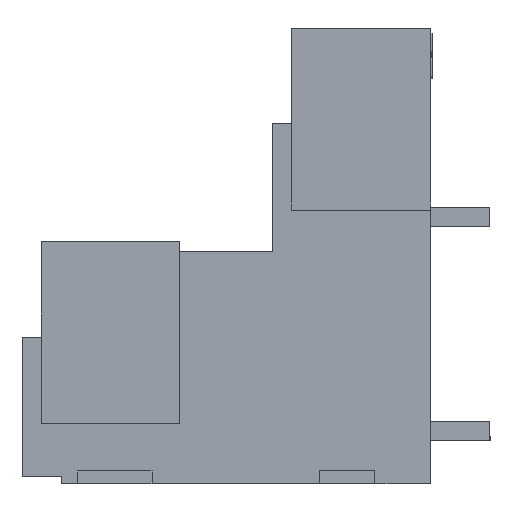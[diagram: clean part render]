
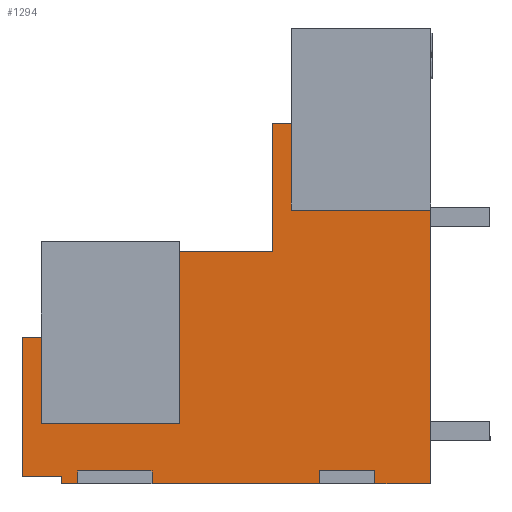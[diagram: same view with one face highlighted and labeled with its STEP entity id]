
A CAD part, left-side view. The second image highlights one B-rep face of the part: STEP entity #1294.
In plain terms, the highlighted planar face has unit normal (-1, 0, 0).
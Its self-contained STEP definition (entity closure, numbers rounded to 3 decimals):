
#1137=AXIS2_PLACEMENT_3D('Plane Axis2P3D',#1134,#1135,#1136) ;
#108=CARTESIAN_POINT('Vertex',(0.7,16.725,3.25)) ;
#111=CARTESIAN_POINT('Line Origine',(0.7,16.725,7.875)) ;
#115=CARTESIAN_POINT('Vertex',(0.7,16.725,12.5)) ;
#563=CARTESIAN_POINT('Line Origine',(0.7,24.175,5.575)) ;
#567=CARTESIAN_POINT('Vertex',(0.7,24.175,7.9)) ;
#569=CARTESIAN_POINT('Vertex',(0.7,24.175,3.25)) ;
#1122=CARTESIAN_POINT('Line Origine',(0.7,20.45,3.25)) ;
#1134=CARTESIAN_POINT('Axis2P3D Location',(0.7,3.2,0.4)) ;
#1139=CARTESIAN_POINT('Line Origine',(0.7,13.7,0.)) ;
#1143=CARTESIAN_POINT('Vertex',(0.7,18.2,0.)) ;
#1145=CARTESIAN_POINT('Vertex',(0.7,9.2,0.)) ;
#1148=CARTESIAN_POINT('Line Origine',(0.7,9.2,0.35)) ;
#1152=CARTESIAN_POINT('Vertex',(0.7,9.2,0.7)) ;
#1155=CARTESIAN_POINT('Line Origine',(0.7,7.7,0.7)) ;
#1159=CARTESIAN_POINT('Vertex',(0.7,6.2,0.7)) ;
#1162=CARTESIAN_POINT('Line Origine',(0.7,6.2,0.35)) ;
#1166=CARTESIAN_POINT('Vertex',(0.7,6.2,0.)) ;
#1169=CARTESIAN_POINT('Line Origine',(0.7,4.7,0.)) ;
#1173=CARTESIAN_POINT('Vertex',(0.7,3.2,0.)) ;
#1176=CARTESIAN_POINT('Line Origine',(0.7,3.2,7.375)) ;
#1180=CARTESIAN_POINT('Vertex',(0.7,3.2,14.75)) ;
#1183=CARTESIAN_POINT('Line Origine',(0.7,6.95,14.75)) ;
#1187=CARTESIAN_POINT('Vertex',(0.7,10.7,14.75)) ;
#1190=CARTESIAN_POINT('Line Origine',(0.7,10.7,17.075)) ;
#1194=CARTESIAN_POINT('Vertex',(0.7,10.7,19.4)) ;
#1197=CARTESIAN_POINT('Line Origine',(0.7,11.2,19.4)) ;
#1201=CARTESIAN_POINT('Vertex',(0.7,11.7,19.4)) ;
#1204=CARTESIAN_POINT('Line Origine',(0.7,11.7,15.95)) ;
#1208=CARTESIAN_POINT('Vertex',(0.7,11.7,12.5)) ;
#1211=CARTESIAN_POINT('Line Origine',(0.7,14.213,12.5)) ;
#1216=CARTESIAN_POINT('Line Origine',(0.7,24.688,7.9)) ;
#1220=CARTESIAN_POINT('Vertex',(0.7,25.2,7.9)) ;
#1223=CARTESIAN_POINT('Line Origine',(0.7,25.2,4.15)) ;
#1227=CARTESIAN_POINT('Vertex',(0.7,25.2,0.4)) ;
#1230=CARTESIAN_POINT('Line Origine',(0.7,24.145,0.4)) ;
#1234=CARTESIAN_POINT('Vertex',(0.7,23.09,0.4)) ;
#1237=CARTESIAN_POINT('Line Origine',(0.7,23.09,0.2)) ;
#1241=CARTESIAN_POINT('Vertex',(0.7,23.09,0.)) ;
#1244=CARTESIAN_POINT('Line Origine',(0.7,22.645,0.)) ;
#1248=CARTESIAN_POINT('Vertex',(0.7,22.2,0.)) ;
#1251=CARTESIAN_POINT('Line Origine',(0.7,22.2,0.35)) ;
#1255=CARTESIAN_POINT('Vertex',(0.7,22.2,0.7)) ;
#1258=CARTESIAN_POINT('Line Origine',(0.7,20.2,0.7)) ;
#1262=CARTESIAN_POINT('Vertex',(0.7,18.2,0.7)) ;
#1265=CARTESIAN_POINT('Line Origine',(0.7,18.2,0.35)) ;
#112=DIRECTION('Vector Direction',(0.,0.,-1.)) ;
#564=DIRECTION('Vector Direction',(0.,0.,-1.)) ;
#1123=DIRECTION('Vector Direction',(0.,-1.,0.)) ;
#1135=DIRECTION('Axis2P3D Direction',(-1.,0.,0.)) ;
#1136=DIRECTION('Axis2P3D XDirection',(0.,0.,-1.)) ;
#1140=DIRECTION('Vector Direction',(0.,-1.,0.)) ;
#1149=DIRECTION('Vector Direction',(0.,0.,1.)) ;
#1156=DIRECTION('Vector Direction',(0.,1.,0.)) ;
#1163=DIRECTION('Vector Direction',(0.,0.,1.)) ;
#1170=DIRECTION('Vector Direction',(0.,-1.,0.)) ;
#1177=DIRECTION('Vector Direction',(0.,0.,1.)) ;
#1184=DIRECTION('Vector Direction',(0.,-1.,0.)) ;
#1191=DIRECTION('Vector Direction',(0.,0.,-1.)) ;
#1198=DIRECTION('Vector Direction',(0.,1.,0.)) ;
#1205=DIRECTION('Vector Direction',(0.,0.,-1.)) ;
#1212=DIRECTION('Vector Direction',(0.,1.,0.)) ;
#1217=DIRECTION('Vector Direction',(0.,1.,0.)) ;
#1224=DIRECTION('Vector Direction',(0.,0.,1.)) ;
#1231=DIRECTION('Vector Direction',(0.,1.,0.)) ;
#1238=DIRECTION('Vector Direction',(0.,0.,1.)) ;
#1245=DIRECTION('Vector Direction',(0.,-1.,0.)) ;
#1252=DIRECTION('Vector Direction',(0.,0.,1.)) ;
#1259=DIRECTION('Vector Direction',(0.,1.,0.)) ;
#1266=DIRECTION('Vector Direction',(0.,0.,1.)) ;
#113=VECTOR('Line Direction',#112,1.) ;
#565=VECTOR('Line Direction',#564,1.) ;
#1124=VECTOR('Line Direction',#1123,1.) ;
#1141=VECTOR('Line Direction',#1140,1.) ;
#1150=VECTOR('Line Direction',#1149,1.) ;
#1157=VECTOR('Line Direction',#1156,1.) ;
#1164=VECTOR('Line Direction',#1163,1.) ;
#1171=VECTOR('Line Direction',#1170,1.) ;
#1178=VECTOR('Line Direction',#1177,1.) ;
#1185=VECTOR('Line Direction',#1184,1.) ;
#1192=VECTOR('Line Direction',#1191,1.) ;
#1199=VECTOR('Line Direction',#1198,1.) ;
#1206=VECTOR('Line Direction',#1205,1.) ;
#1213=VECTOR('Line Direction',#1212,1.) ;
#1218=VECTOR('Line Direction',#1217,1.) ;
#1225=VECTOR('Line Direction',#1224,1.) ;
#1232=VECTOR('Line Direction',#1231,1.) ;
#1239=VECTOR('Line Direction',#1238,1.) ;
#1246=VECTOR('Line Direction',#1245,1.) ;
#1253=VECTOR('Line Direction',#1252,1.) ;
#1260=VECTOR('Line Direction',#1259,1.) ;
#1267=VECTOR('Line Direction',#1266,1.) ;
#1271=ORIENTED_EDGE('',*,*,#1147,.T.) ;
#1272=ORIENTED_EDGE('',*,*,#1154,.T.) ;
#1273=ORIENTED_EDGE('',*,*,#1161,.F.) ;
#1274=ORIENTED_EDGE('',*,*,#1168,.F.) ;
#1275=ORIENTED_EDGE('',*,*,#1175,.T.) ;
#1276=ORIENTED_EDGE('',*,*,#1182,.T.) ;
#1277=ORIENTED_EDGE('',*,*,#1189,.F.) ;
#1278=ORIENTED_EDGE('',*,*,#1196,.F.) ;
#1279=ORIENTED_EDGE('',*,*,#1203,.T.) ;
#1280=ORIENTED_EDGE('',*,*,#1210,.T.) ;
#1281=ORIENTED_EDGE('',*,*,#1215,.T.) ;
#1282=ORIENTED_EDGE('',*,*,#117,.T.) ;
#1283=ORIENTED_EDGE('',*,*,#1126,.F.) ;
#1284=ORIENTED_EDGE('',*,*,#571,.F.) ;
#1285=ORIENTED_EDGE('',*,*,#1222,.T.) ;
#1286=ORIENTED_EDGE('',*,*,#1229,.F.) ;
#1287=ORIENTED_EDGE('',*,*,#1236,.F.) ;
#1288=ORIENTED_EDGE('',*,*,#1243,.F.) ;
#1289=ORIENTED_EDGE('',*,*,#1250,.T.) ;
#1290=ORIENTED_EDGE('',*,*,#1257,.T.) ;
#1291=ORIENTED_EDGE('',*,*,#1264,.F.) ;
#1292=ORIENTED_EDGE('',*,*,#1269,.F.) ;
#1294=ADVANCED_FACE('HOUSING',(#1293),#1138,.T.) ;
#117=EDGE_CURVE('',#116,#109,#114,.T.) ;
#571=EDGE_CURVE('',#568,#570,#566,.T.) ;
#1126=EDGE_CURVE('',#570,#109,#1125,.T.) ;
#1147=EDGE_CURVE('',#1144,#1146,#1142,.T.) ;
#1154=EDGE_CURVE('',#1146,#1153,#1151,.T.) ;
#1161=EDGE_CURVE('',#1160,#1153,#1158,.T.) ;
#1168=EDGE_CURVE('',#1167,#1160,#1165,.T.) ;
#1175=EDGE_CURVE('',#1167,#1174,#1172,.T.) ;
#1182=EDGE_CURVE('',#1174,#1181,#1179,.T.) ;
#1189=EDGE_CURVE('',#1188,#1181,#1186,.T.) ;
#1196=EDGE_CURVE('',#1195,#1188,#1193,.T.) ;
#1203=EDGE_CURVE('',#1195,#1202,#1200,.T.) ;
#1210=EDGE_CURVE('',#1202,#1209,#1207,.T.) ;
#1215=EDGE_CURVE('',#1209,#116,#1214,.T.) ;
#1222=EDGE_CURVE('',#568,#1221,#1219,.T.) ;
#1229=EDGE_CURVE('',#1228,#1221,#1226,.T.) ;
#1236=EDGE_CURVE('',#1235,#1228,#1233,.T.) ;
#1243=EDGE_CURVE('',#1242,#1235,#1240,.T.) ;
#1250=EDGE_CURVE('',#1242,#1249,#1247,.T.) ;
#1257=EDGE_CURVE('',#1249,#1256,#1254,.T.) ;
#1264=EDGE_CURVE('',#1263,#1256,#1261,.T.) ;
#1269=EDGE_CURVE('',#1144,#1263,#1268,.T.) ;
#1270=EDGE_LOOP('',(#1271,#1272,#1273,#1274,#1275,#1276,#1277,#1278,#1279,#1280,#1281,#1282,#1283,#1284,#1285,#1286,#1287,#1288,#1289,#1290,#1291,#1292)) ;
#1293=FACE_OUTER_BOUND('',#1270,.T.) ;
#114=LINE('Line',#111,#113) ;
#566=LINE('Line',#563,#565) ;
#1125=LINE('Line',#1122,#1124) ;
#1142=LINE('Line',#1139,#1141) ;
#1151=LINE('Line',#1148,#1150) ;
#1158=LINE('Line',#1155,#1157) ;
#1165=LINE('Line',#1162,#1164) ;
#1172=LINE('Line',#1169,#1171) ;
#1179=LINE('Line',#1176,#1178) ;
#1186=LINE('Line',#1183,#1185) ;
#1193=LINE('Line',#1190,#1192) ;
#1200=LINE('Line',#1197,#1199) ;
#1207=LINE('Line',#1204,#1206) ;
#1214=LINE('Line',#1211,#1213) ;
#1219=LINE('Line',#1216,#1218) ;
#1226=LINE('Line',#1223,#1225) ;
#1233=LINE('Line',#1230,#1232) ;
#1240=LINE('Line',#1237,#1239) ;
#1247=LINE('Line',#1244,#1246) ;
#1254=LINE('Line',#1251,#1253) ;
#1261=LINE('Line',#1258,#1260) ;
#1268=LINE('Line',#1265,#1267) ;
#1138=PLANE('',#1137) ;
#109=VERTEX_POINT('',#108) ;
#116=VERTEX_POINT('',#115) ;
#568=VERTEX_POINT('',#567) ;
#570=VERTEX_POINT('',#569) ;
#1144=VERTEX_POINT('',#1143) ;
#1146=VERTEX_POINT('',#1145) ;
#1153=VERTEX_POINT('',#1152) ;
#1160=VERTEX_POINT('',#1159) ;
#1167=VERTEX_POINT('',#1166) ;
#1174=VERTEX_POINT('',#1173) ;
#1181=VERTEX_POINT('',#1180) ;
#1188=VERTEX_POINT('',#1187) ;
#1195=VERTEX_POINT('',#1194) ;
#1202=VERTEX_POINT('',#1201) ;
#1209=VERTEX_POINT('',#1208) ;
#1221=VERTEX_POINT('',#1220) ;
#1228=VERTEX_POINT('',#1227) ;
#1235=VERTEX_POINT('',#1234) ;
#1242=VERTEX_POINT('',#1241) ;
#1249=VERTEX_POINT('',#1248) ;
#1256=VERTEX_POINT('',#1255) ;
#1263=VERTEX_POINT('',#1262) ;
